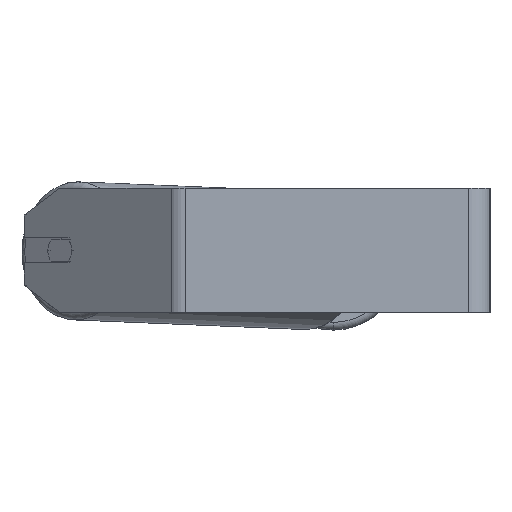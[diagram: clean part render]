
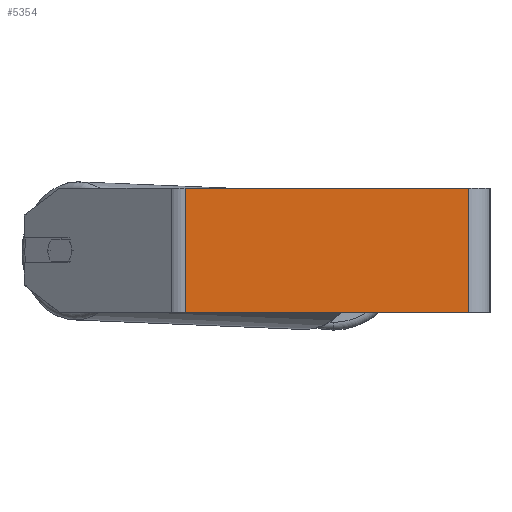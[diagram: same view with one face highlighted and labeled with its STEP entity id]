
A CAD part, left-side view. The second image highlights one B-rep face of the part: STEP entity #5354.
In plain terms, the highlighted planar face has unit normal (-1, 0, 0).
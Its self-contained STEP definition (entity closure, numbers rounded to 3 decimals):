
#103 = VERTEX_POINT ( 'NONE', #2035 ) ;
#109 = CARTESIAN_POINT ( 'NONE',  ( -415., 196.339, 40. ) ) ;
#248 = PLANE ( 'NONE',  #7009 ) ;
#515 = ORIENTED_EDGE ( 'NONE', *, *, #6504, .T. ) ;
#895 = DIRECTION ( 'NONE',  ( 0., -1., 0. ) ) ;
#1572 = ORIENTED_EDGE ( 'NONE', *, *, #5823, .F. ) ;
#2035 = CARTESIAN_POINT ( 'NONE',  ( -415., 196.339, -40. ) ) ;
#2170 = LINE ( 'NONE', #3466, #7020 ) ;
#2639 = VECTOR ( 'NONE', #2762, 1000. ) ;
#2762 = DIRECTION ( 'NONE',  ( 0., -1., 0. ) ) ;
#2785 = EDGE_CURVE ( 'NONE', #5827, #103, #6655, .T. ) ;
#2808 = FACE_OUTER_BOUND ( 'NONE', #7121, .T. ) ;
#2850 = DIRECTION ( 'NONE',  ( 1., 0., 0. ) ) ;
#3466 = CARTESIAN_POINT ( 'NONE',  ( -415., 201.435, 40. ) ) ;
#4154 = ORIENTED_EDGE ( 'NONE', *, *, #6311, .F. ) ;
#4466 = CARTESIAN_POINT ( 'NONE',  ( -415., 14., 40. ) ) ;
#4985 = CARTESIAN_POINT ( 'NONE',  ( -415., 14., -40. ) ) ;
#5146 = VECTOR ( 'NONE', #8648, 1000. ) ;
#5331 = CARTESIAN_POINT ( 'NONE',  ( -415., 196.339, 40. ) ) ;
#5354 = ADVANCED_FACE ( 'NONE', ( #2808 ), #248, .F. ) ;
#5796 = LINE ( 'NONE', #4466, #8159 ) ;
#5823 = EDGE_CURVE ( 'NONE', #5827, #8623, #2170, .T. ) ;
#5827 = VERTEX_POINT ( 'NONE', #109 ) ;
#5831 = VERTEX_POINT ( 'NONE', #4985 ) ;
#5976 = CARTESIAN_POINT ( 'NONE',  ( -415., 14., 40. ) ) ;
#6136 = CARTESIAN_POINT ( 'NONE',  ( -415., 201.435, -40. ) ) ;
#6311 = EDGE_CURVE ( 'NONE', #8623, #5831, #5796, .T. ) ;
#6504 = EDGE_CURVE ( 'NONE', #103, #5831, #7562, .T. ) ;
#6655 = LINE ( 'NONE', #5331, #5146 ) ;
#6977 = CARTESIAN_POINT ( 'NONE',  ( -415., 201.435, 40. ) ) ;
#7009 = AXIS2_PLACEMENT_3D ( 'NONE', #6977, #2850, #8222 ) ;
#7020 = VECTOR ( 'NONE', #895, 1000. ) ;
#7121 = EDGE_LOOP ( 'NONE', ( #515, #4154, #1572, #7502 ) ) ;
#7174 = DIRECTION ( 'NONE',  ( 0., 0., -1. ) ) ;
#7502 = ORIENTED_EDGE ( 'NONE', *, *, #2785, .T. ) ;
#7562 = LINE ( 'NONE', #6136, #2639 ) ;
#8159 = VECTOR ( 'NONE', #7174, 1000. ) ;
#8222 = DIRECTION ( 'NONE',  ( 0., 0., -1. ) ) ;
#8623 = VERTEX_POINT ( 'NONE', #5976 ) ;
#8648 = DIRECTION ( 'NONE',  ( 0., 0., -1. ) ) ;
